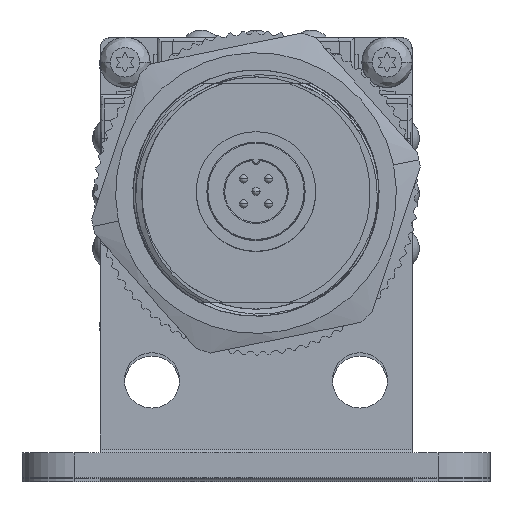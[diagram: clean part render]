
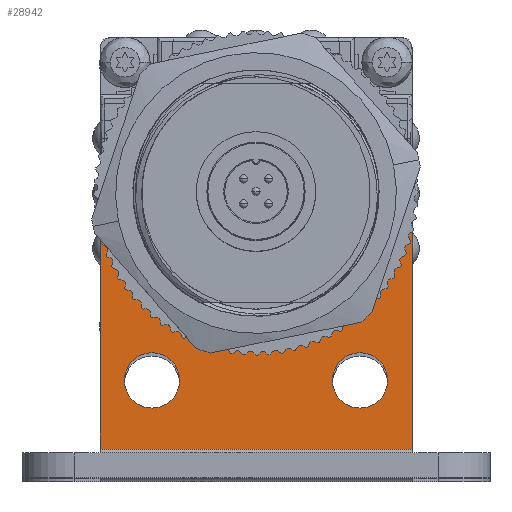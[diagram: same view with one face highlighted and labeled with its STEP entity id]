
A CAD part, top view. The second image highlights one B-rep face of the part: STEP entity #28942.
In plain terms, the highlighted planar face has unit normal (0, 0, 1).
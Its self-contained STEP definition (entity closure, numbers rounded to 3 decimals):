
#1117=CARTESIAN_POINT('',(0.,0.,224.866));
#1118=DIRECTION('',(0.,0.,1.));
#1119=DIRECTION('',(1.,0.,0.));
#1120=AXIS2_PLACEMENT_3D('',#1117,#1118,#1119);
#1159=DIRECTION('',(0.,-1.,0.));
#1160=VECTOR('',#1159,31.242);
#1161=CARTESIAN_POINT('',(-19.05,0.,224.866));
#1162=LINE('',#1161,#1160);
#1163=DIRECTION('',(0.,-1.,0.));
#1164=VECTOR('',#1163,31.242);
#1165=CARTESIAN_POINT('',(19.05,0.,224.866));
#1166=LINE('',#1165,#1164);
#1167=CARTESIAN_POINT('',(-12.7,-22.86,224.866));
#1168=DIRECTION('',(0.,0.,1.));
#1169=DIRECTION('',(1.,0.,0.));
#1170=AXIS2_PLACEMENT_3D('',#1167,#1168,#1169);
#1172=CARTESIAN_POINT('',(-12.7,-22.86,224.866));
#1173=DIRECTION('',(0.,0.,1.));
#1174=DIRECTION('',(-1.,0.,0.));
#1175=AXIS2_PLACEMENT_3D('',#1172,#1173,#1174);
#1177=CARTESIAN_POINT('',(12.7,-22.86,224.866));
#1178=DIRECTION('',(0.,0.,1.));
#1179=DIRECTION('',(1.,0.,0.));
#1180=AXIS2_PLACEMENT_3D('',#1177,#1178,#1179);
#1182=CARTESIAN_POINT('',(12.7,-22.86,224.866));
#1183=DIRECTION('',(0.,0.,1.));
#1184=DIRECTION('',(-1.,0.,0.));
#1185=AXIS2_PLACEMENT_3D('',#1182,#1183,#1184);
#1187=CARTESIAN_POINT('',(0.,0.,224.866));
#1188=DIRECTION('',(0.,0.,1.));
#1189=DIRECTION('',(1.,0.,0.));
#1190=AXIS2_PLACEMENT_3D('',#1187,#1188,#1189);
#1192=CARTESIAN_POINT('',(0.,0.,224.866));
#1193=DIRECTION('',(0.,0.,1.));
#1194=DIRECTION('',(-1.,0.,0.));
#1195=AXIS2_PLACEMENT_3D('',#1192,#1193,#1194);
#1206=DIRECTION('',(1.,0.,0.));
#1207=VECTOR('',#1206,38.1);
#1208=CARTESIAN_POINT('',(-19.05,-31.242,224.866));
#1209=LINE('',#1208,#1207);
#25414=CARTESIAN_POINT('',(19.05,0.,224.866));
#25416=VERTEX_POINT('',#25414);
#25418=CARTESIAN_POINT('',(-19.05,0.,224.866));
#25420=VERTEX_POINT('',#25418);
#25461=CARTESIAN_POINT('',(-9.322,-22.86,224.866));
#25462=CARTESIAN_POINT('',(-16.078,-22.86,224.866));
#25463=VERTEX_POINT('',#25461);
#25464=VERTEX_POINT('',#25462);
#25465=CARTESIAN_POINT('',(16.078,-22.86,224.866));
#25466=CARTESIAN_POINT('',(9.322,-22.86,224.866));
#25467=VERTEX_POINT('',#25465);
#25468=VERTEX_POINT('',#25466);
#25509=CARTESIAN_POINT('',(-19.05,-31.242,224.866));
#25510=CARTESIAN_POINT('',(19.05,-31.242,224.866));
#25511=VERTEX_POINT('',#25509);
#25512=VERTEX_POINT('',#25510);
#27231=CARTESIAN_POINT('',(16.,0.,224.866));
#27232=CARTESIAN_POINT('',(-16.,0.,224.866));
#27233=VERTEX_POINT('',#27231);
#27234=VERTEX_POINT('',#27232);
#28912=CARTESIAN_POINT('',(-28.575,19.05,224.866));
#28913=DIRECTION('',(0.,0.,1.));
#28914=DIRECTION('',(0.,-1.,0.));
#28915=AXIS2_PLACEMENT_3D('',#28912,#28913,#28914);
#28916=PLANE('',#28915);
#28917=ORIENTED_EDGE('',*,*,#28901,.F.);
#28918=ORIENTED_EDGE('',*,*,#28833,.F.);
#28919=ORIENTED_EDGE('',*,*,#28872,.T.);
#28921=ORIENTED_EDGE('',*,*,#28920,.F.);
#28922=EDGE_LOOP('',(#28917,#28918,#28919,#28921));
#28923=FACE_OUTER_BOUND('',#28922,.F.);
#28925=ORIENTED_EDGE('',*,*,#28924,.T.);
#28927=ORIENTED_EDGE('',*,*,#28926,.T.);
#28928=EDGE_LOOP('',(#28925,#28927));
#28929=FACE_BOUND('',#28928,.F.);
#28931=ORIENTED_EDGE('',*,*,#28930,.T.);
#28933=ORIENTED_EDGE('',*,*,#28932,.T.);
#28934=EDGE_LOOP('',(#28931,#28933));
#28935=FACE_BOUND('',#28934,.F.);
#28937=ORIENTED_EDGE('',*,*,#28936,.T.);
#28939=ORIENTED_EDGE('',*,*,#28938,.T.);
#28940=EDGE_LOOP('',(#28937,#28939));
#28941=FACE_BOUND('',#28940,.F.);
#28942=ADVANCED_FACE('',(#28923,#28929,#28935,#28941),#28916,.T.);
#1121=CIRCLE('',#1120,19.05);
#1171=CIRCLE('',#1170,3.378);
#1176=CIRCLE('',#1175,3.378);
#1181=CIRCLE('',#1180,3.378);
#1186=CIRCLE('',#1185,3.378);
#1191=CIRCLE('',#1190,16.);
#1196=CIRCLE('',#1195,16.);
#28833=EDGE_CURVE('',#25416,#25420,#1121,.T.);
#28872=EDGE_CURVE('',#25416,#25512,#1166,.T.);
#28901=EDGE_CURVE('',#25420,#25511,#1162,.T.);
#28920=EDGE_CURVE('',#25511,#25512,#1209,.T.);
#28924=EDGE_CURVE('',#25463,#25464,#1171,.T.);
#28926=EDGE_CURVE('',#25464,#25463,#1176,.T.);
#28930=EDGE_CURVE('',#25467,#25468,#1181,.T.);
#28932=EDGE_CURVE('',#25468,#25467,#1186,.T.);
#28936=EDGE_CURVE('',#27233,#27234,#1191,.T.);
#28938=EDGE_CURVE('',#27234,#27233,#1196,.T.);
